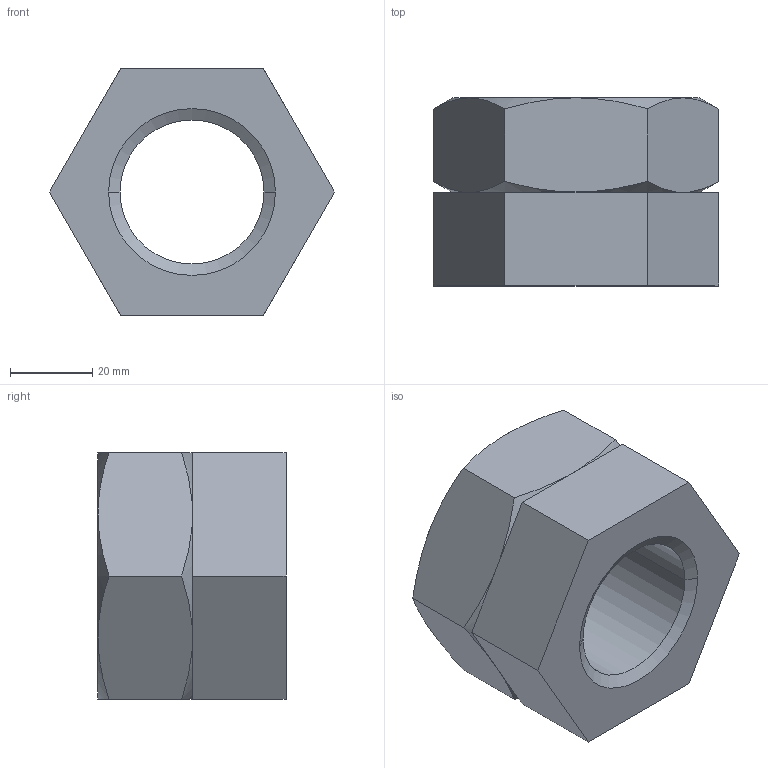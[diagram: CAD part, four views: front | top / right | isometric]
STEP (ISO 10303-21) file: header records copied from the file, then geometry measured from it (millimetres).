
FILE_DESCRIPTION((''),'2;1');
FILE_NAME('0RBSC039_____0','2019-10-29T14:02:30',('kim.bk'),(''),'CREO PARAMETRIC BY PTC INC, 2019010','CREO PARAMETRIC BY PTC INC, 2019010','');
FILE_SCHEMA(('CONFIG_CONTROL_DESIGN'));
Length unit declared in the file: millimetre
Products named in the file (1): 0RBSC039_____0
Bounding box: 69.28 x 45.7 x 60 mm (x, y, z)
Volume: 97266.7 mm3; surface area: 25926.3 mm2
Topology: 2 solids, 2 shells, 365 faces, 1019 edges, 676 vertices
Faces by surface type: plane 341, cone 20, cylinder 4
Entity records: 11613 total; most frequent: CARTESIAN_POINT 2192, ORIENTED_EDGE 2038, DIRECTION 1757, EDGE_CURVE 1019, VECTOR 963, LINE 963, VERTEX_POINT 676, AXIS2_PLACEMENT_3D 397
